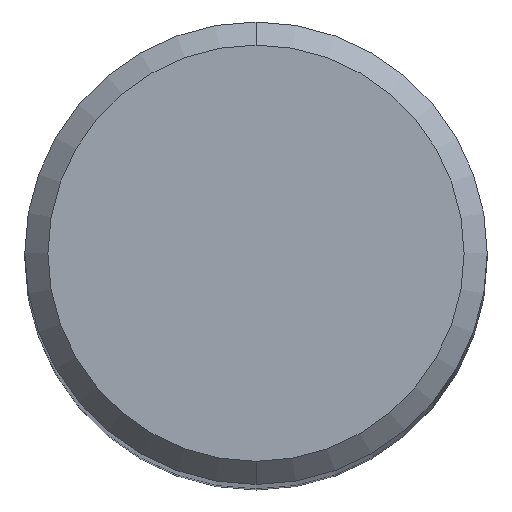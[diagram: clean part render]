
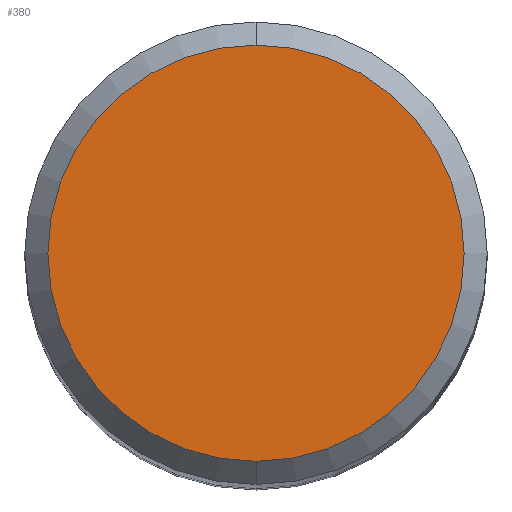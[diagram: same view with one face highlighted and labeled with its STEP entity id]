
A CAD part, top view. The second image highlights one B-rep face of the part: STEP entity #380.
In plain terms, the highlighted planar face has unit normal (0, 0, 1).
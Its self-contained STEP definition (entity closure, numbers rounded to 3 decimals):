
#196=EDGE_CURVE('',#206,#274,#465,.T.);
#206=VERTEX_POINT('',#475);
#274=VERTEX_POINT('',#552);
#368=EDGE_CURVE('',#274,#206,#654,.T.);
#380=ADVANCED_FACE('',(#666),#667,.T.);
#465=CIRCLE('',#840,4.5);
#475=CARTESIAN_POINT('',(0.,-4.5,0.0));
#552=CARTESIAN_POINT('',(0.0,4.5,0.0));
#654=CIRCLE('',#1245,4.5);
#666=FACE_OUTER_BOUND('',#1258,.T.);
#667=PLANE('',#1259);
#840=AXIS2_PLACEMENT_3D('',#1356,#1357,#1358);
#1245=AXIS2_PLACEMENT_3D('',#1553,#1554,#1555);
#1258=EDGE_LOOP('',(#1560,#1561));
#1259=AXIS2_PLACEMENT_3D('',#1562,#1563,#1564);
#1356=CARTESIAN_POINT('',(0.0,0.0,0.0));
#1357=DIRECTION('',(0.0,0.0,-1.0));
#1358=DIRECTION('',(0.0,1.0,0.0));
#1553=CARTESIAN_POINT('',(0.0,0.0,0.0));
#1554=DIRECTION('',(0.0,0.0,-1.0));
#1555=DIRECTION('',(0.0,1.0,0.0));
#1560=ORIENTED_EDGE('',*,*,#368,.F.);
#1561=ORIENTED_EDGE('',*,*,#196,.F.);
#1562=CARTESIAN_POINT('',(0.0,2.25,0.0));
#1563=DIRECTION('',(-0.0,0.0,1.0));
#1564=DIRECTION('',(0.0,-1.0,0.0));
